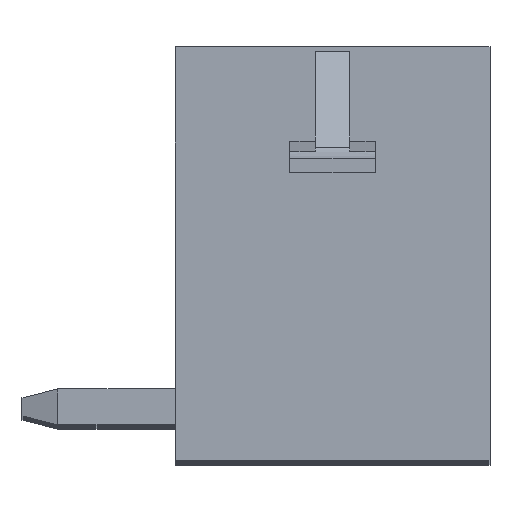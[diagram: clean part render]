
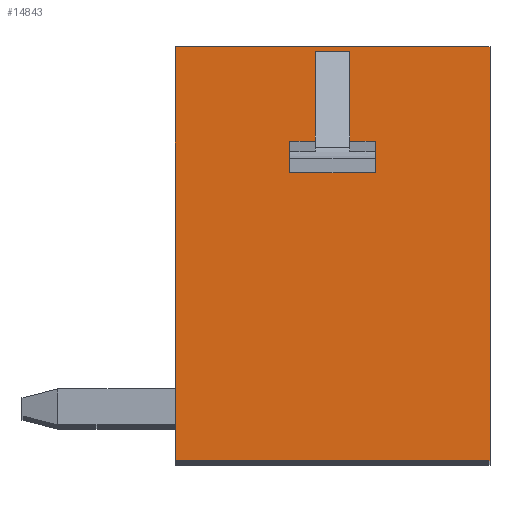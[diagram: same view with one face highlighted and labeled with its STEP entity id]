
A CAD part, top view. The second image highlights one B-rep face of the part: STEP entity #14843.
In plain terms, the highlighted planar face has unit normal (0, 0, 1).
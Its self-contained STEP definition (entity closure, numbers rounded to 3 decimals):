
#2366=DIRECTION('',(1.,0.,0.));
#2367=VECTOR('',#2366,7.);
#2368=CARTESIAN_POINT('',(-3.6,-3.853,0.));
#2369=LINE('',#2368,#2367);
#2370=DIRECTION('',(0.,-1.,0.));
#2371=VECTOR('',#2370,9.2);
#2372=CARTESIAN_POINT('',(-3.6,5.347,0.));
#2373=LINE('',#2372,#2371);
#2374=DIRECTION('',(-1.,0.,0.));
#2375=VECTOR('',#2374,7.);
#2376=CARTESIAN_POINT('',(3.4,5.347,0.));
#2377=LINE('',#2376,#2375);
#2378=DIRECTION('',(0.,1.,0.));
#2379=VECTOR('',#2378,9.2);
#2380=CARTESIAN_POINT('',(3.4,-3.853,0.));
#2381=LINE('',#2380,#2379);
#2382=DIRECTION('',(0.,1.,0.));
#2383=VECTOR('',#2382,0.495);
#2384=CARTESIAN_POINT('',(0.85,2.747,0.));
#2385=LINE('',#2384,#2383);
#2386=DIRECTION('',(-1.,0.,0.));
#2387=VECTOR('',#2386,0.76);
#2388=CARTESIAN_POINT('',(0.28,5.244,0.));
#2389=LINE('',#2388,#2387);
#2390=DIRECTION('',(1.,0.,0.));
#2391=VECTOR('',#2390,0.57);
#2392=CARTESIAN_POINT('',(-1.05,3.242,0.));
#2393=LINE('',#2392,#2391);
#2394=DIRECTION('',(0.,1.,0.));
#2395=VECTOR('',#2394,0.495);
#2396=CARTESIAN_POINT('',(-1.05,2.747,0.));
#2397=LINE('',#2396,#2395);
#2398=DIRECTION('',(-1.,0.,0.));
#2399=VECTOR('',#2398,1.9);
#2400=CARTESIAN_POINT('',(0.85,2.747,0.));
#2401=LINE('',#2400,#2399);
#2423=DIRECTION('',(-1.,0.,0.));
#2424=VECTOR('',#2423,0.57);
#2425=CARTESIAN_POINT('',(0.85,3.242,0.));
#2426=LINE('',#2425,#2424);
#2427=DIRECTION('',(0.,-1.,0.));
#2428=VECTOR('',#2427,2.002);
#2429=CARTESIAN_POINT('',(0.28,5.244,0.));
#2430=LINE('',#2429,#2428);
#2494=DIRECTION('',(0.,1.,0.));
#2495=VECTOR('',#2494,2.002);
#2496=CARTESIAN_POINT('',(-0.48,3.242,0.));
#2497=LINE('',#2496,#2495);
#9897=CARTESIAN_POINT('',(-3.6,-3.853,0.));
#9898=CARTESIAN_POINT('',(3.4,-3.853,0.));
#9899=VERTEX_POINT('',#9897);
#9900=VERTEX_POINT('',#9898);
#9901=CARTESIAN_POINT('',(3.4,5.347,0.));
#9902=VERTEX_POINT('',#9901);
#9903=CARTESIAN_POINT('',(-3.6,5.347,0.));
#9904=VERTEX_POINT('',#9903);
#10860=CARTESIAN_POINT('',(0.85,2.747,0.));
#10861=VERTEX_POINT('',#10860);
#10862=CARTESIAN_POINT('',(-1.05,2.747,0.));
#10863=VERTEX_POINT('',#10862);
#10865=CARTESIAN_POINT('',(-0.48,3.242,0.));
#10867=VERTEX_POINT('',#10865);
#10868=CARTESIAN_POINT('',(-0.48,5.244,0.));
#10869=VERTEX_POINT('',#10868);
#10870=CARTESIAN_POINT('',(-1.05,3.242,0.));
#10871=VERTEX_POINT('',#10870);
#10876=CARTESIAN_POINT('',(0.28,5.244,0.));
#10877=CARTESIAN_POINT('',(0.28,3.242,0.));
#10878=VERTEX_POINT('',#10876);
#10879=VERTEX_POINT('',#10877);
#10882=CARTESIAN_POINT('',(0.85,3.242,0.));
#10883=VERTEX_POINT('',#10882);
#14814=CARTESIAN_POINT('',(0.,0.,0.));
#14815=DIRECTION('',(0.,0.,1.));
#14816=DIRECTION('',(1.,0.,0.));
#14817=AXIS2_PLACEMENT_3D('',#14814,#14815,#14816);
#14818=PLANE('',#14817);
#14819=ORIENTED_EDGE('',*,*,#14399,.F.);
#14820=ORIENTED_EDGE('',*,*,#14086,.F.);
#14821=ORIENTED_EDGE('',*,*,#13199,.F.);
#14822=ORIENTED_EDGE('',*,*,#14497,.F.);
#14823=EDGE_LOOP('',(#14819,#14820,#14821,#14822));
#14824=FACE_OUTER_BOUND('',#14823,.F.);
#14826=ORIENTED_EDGE('',*,*,#14825,.T.);
#14828=ORIENTED_EDGE('',*,*,#14827,.T.);
#14830=ORIENTED_EDGE('',*,*,#14829,.F.);
#14832=ORIENTED_EDGE('',*,*,#14831,.T.);
#14834=ORIENTED_EDGE('',*,*,#14833,.F.);
#14836=ORIENTED_EDGE('',*,*,#14835,.F.);
#14838=ORIENTED_EDGE('',*,*,#14837,.F.);
#14840=ORIENTED_EDGE('',*,*,#14839,.F.);
#14841=EDGE_LOOP('',(#14826,#14828,#14830,#14832,#14834,#14836,#14838,#14840));
#14842=FACE_BOUND('',#14841,.F.);
#13199=EDGE_CURVE('',#9902,#9904,#2377,.T.);
#14086=EDGE_CURVE('',#9904,#9899,#2373,.T.);
#14399=EDGE_CURVE('',#9899,#9900,#2369,.T.);
#14497=EDGE_CURVE('',#9900,#9902,#2381,.T.);
#14825=EDGE_CURVE('',#10861,#10883,#2385,.T.);
#14827=EDGE_CURVE('',#10883,#10879,#2426,.T.);
#14829=EDGE_CURVE('',#10878,#10879,#2430,.T.);
#14831=EDGE_CURVE('',#10878,#10869,#2389,.T.);
#14833=EDGE_CURVE('',#10867,#10869,#2497,.T.);
#14835=EDGE_CURVE('',#10871,#10867,#2393,.T.);
#14837=EDGE_CURVE('',#10863,#10871,#2397,.T.);
#14839=EDGE_CURVE('',#10861,#10863,#2401,.T.);
#14843=ADVANCED_FACE('',(#14824,#14842),#14818,.T.);
